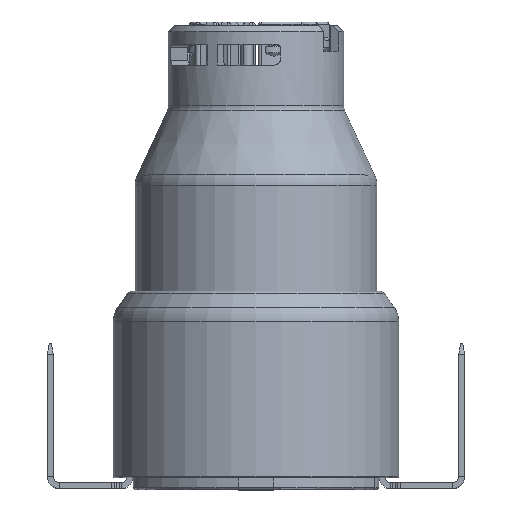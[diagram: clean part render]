
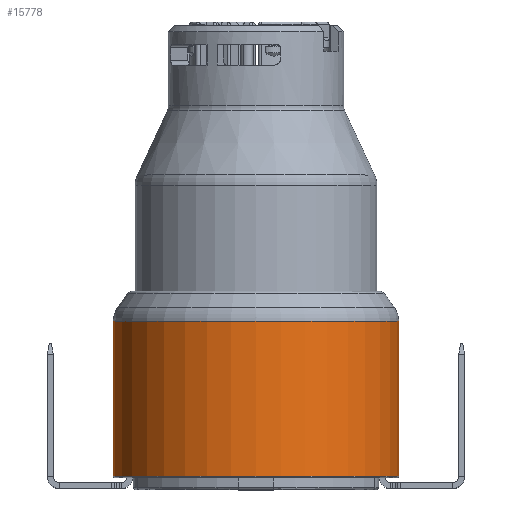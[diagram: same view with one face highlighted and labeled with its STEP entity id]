
A CAD part, top view. The second image highlights one B-rep face of the part: STEP entity #15778.
In plain terms, the highlighted cylindrical face has radius 11.8 mm (diameter 23.6 mm), a partial arc.
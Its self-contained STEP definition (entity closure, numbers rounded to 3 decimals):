
#3191=CARTESIAN_POINT('',(0.,1.1,0.));
#3192=DIRECTION('',(0.,-1.,0.));
#3193=DIRECTION('',(1.,0.,0.));
#3194=AXIS2_PLACEMENT_3D('',#3191,#3192,#3193);
#3199=DIRECTION('',(0.,-1.,0.));
#3200=VECTOR('',#3199,12.813);
#3201=CARTESIAN_POINT('',(-11.8,13.913,0.));
#3202=LINE('',#3201,#3200);
#3206=CARTESIAN_POINT('',(0.,13.913,0.));
#3207=DIRECTION('',(0.,-1.,0.));
#3208=DIRECTION('',(1.,0.,0.));
#3209=AXIS2_PLACEMENT_3D('',#3206,#3207,#3208);
#3214=DIRECTION('',(0.,-1.,0.));
#3215=VECTOR('',#3214,12.813);
#3216=CARTESIAN_POINT('',(11.8,13.913,0.));
#3217=LINE('',#3216,#3215);
#11641=CARTESIAN_POINT('',(11.8,13.913,0.));
#11642=CARTESIAN_POINT('',(-11.8,13.913,0.));
#11643=VERTEX_POINT('',#11641);
#11644=VERTEX_POINT('',#11642);
#11661=CARTESIAN_POINT('',(11.8,1.1,0.));
#11662=CARTESIAN_POINT('',(-11.8,1.1,0.));
#11663=VERTEX_POINT('',#11661);
#11664=VERTEX_POINT('',#11662);
#15766=CARTESIAN_POINT('',(0.,17.17,0.));
#15767=DIRECTION('',(0.,-1.,0.));
#15768=DIRECTION('',(-1.,0.,0.));
#15769=AXIS2_PLACEMENT_3D('',#15766,#15767,#15768);
#15770=CYLINDRICAL_SURFACE('',#15769,11.8);
#15771=ORIENTED_EDGE('',*,*,#15753,.T.);
#15772=ORIENTED_EDGE('',*,*,#13408,.F.);
#15774=ORIENTED_EDGE('',*,*,#15773,.F.);
#15775=ORIENTED_EDGE('',*,*,#13405,.T.);
#15776=EDGE_LOOP('',(#15771,#15772,#15774,#15775));
#15777=FACE_OUTER_BOUND('',#15776,.F.);
#3195=CIRCLE('',#3194,11.8);
#3210=CIRCLE('',#3209,11.8);
#13405=EDGE_CURVE('',#11643,#11663,#3217,.T.);
#13408=EDGE_CURVE('',#11644,#11664,#3202,.T.);
#15753=EDGE_CURVE('',#11663,#11664,#3195,.T.);
#15773=EDGE_CURVE('',#11643,#11644,#3210,.T.);
#15778=ADVANCED_FACE('',(#15777),#15770,.T.);
